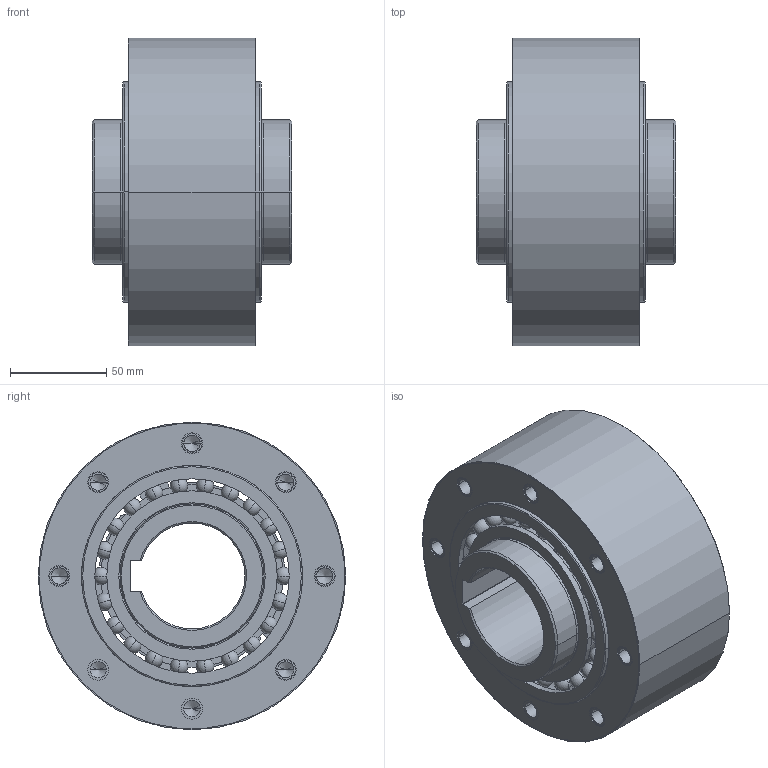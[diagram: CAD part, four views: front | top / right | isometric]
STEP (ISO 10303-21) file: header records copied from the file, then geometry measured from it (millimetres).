
FILE_DESCRIPTION((''),'2;1');
FILE_NAME('FREILAUF_GFR_55_ASM','2025-05-06T11:06:58',('Administrator'),(''),'CREO PARAMETRIC BY PTC INC, 2020414','CREO PARAMETRIC BY PTC INC, 2020414','');
FILE_SCHEMA(('AUTOMOTIVE_DESIGN { 1 0 10303 214 1 1 1 1 }'));
Length unit declared in the file: millimetre
Products named in the file (14): STERN_AL_55_2A_NICO_1; DRUCKBOLZEN_AE30_1; DRUCKFEDER_AE30_5B_1; ANFED_KPL_AE30_6_AE30_5B_ASM_1_ASM; ROLLE_GFR_55_NICO_1; SCHEIBE_GFR_55_NICO_1; DIN625_A16015_AF0_1; DIN625_I16015_AF0_1; DIN625_K13_1; DIN625_16015_HD_ASM_1_ASM; A-RING_GFR_55B_1; DICHTRING_GFR_55_10_1; FREILAUF_GFR_55_NICO_ASM_1_ASM; FREILAUF_GFR_55_ASM
Assembly tree (50 placements, depth 4):
  FREILAUF_GFR_55_ASM
    FREILAUF_GFR_55_NICO_ASM_1_ASM
      STERN_AL_55_2A_NICO_1
      ANFED_KPL_AE30_6_AE30_5B_ASM_1_ASM  x10
        DRUCKBOLZEN_AE30_1
        DRUCKFEDER_AE30_5B_1
      ROLLE_GFR_55_NICO_1  x5
      SCHEIBE_GFR_55_NICO_1  x2
      DIN625_16015_HD_ASM_1_ASM  x2
        DIN625_A16015_AF0_1
        DIN625_I16015_AF0_1
        DIN625_K13_1
      A-RING_GFR_55B_1
      DICHTRING_GFR_55_10_1  x2
Bounding box: 104 x 160 x 160 mm (x, y, z)
Volume: 1090782 mm3; surface area: 275398.6 mm2
Topology: 79 solids, 95 shells, 673 faces, 1697 edges, 1010 vertices
Faces by surface type: cylinder 226, sphere 132, plane 113, cone 98, bspline 60, torus 44
Entity records: 11310 total; most frequent: CARTESIAN_POINT 3117, DIRECTION 1783, ORIENTED_EDGE 1254, AXIS2_PLACEMENT_3D 769, EDGE_CURVE 659, VERTEX_POINT 443, CIRCLE 364, EDGE_LOOP 358
